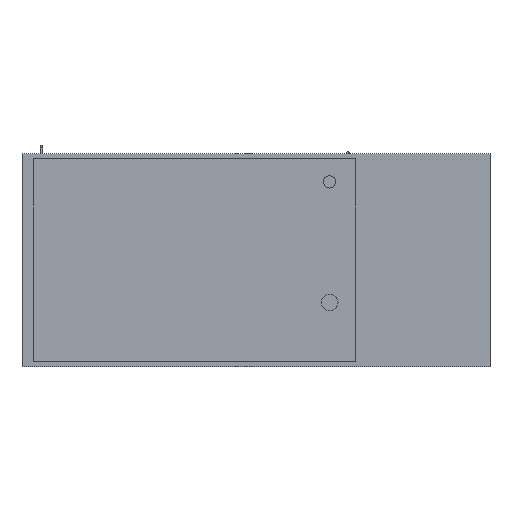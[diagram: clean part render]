
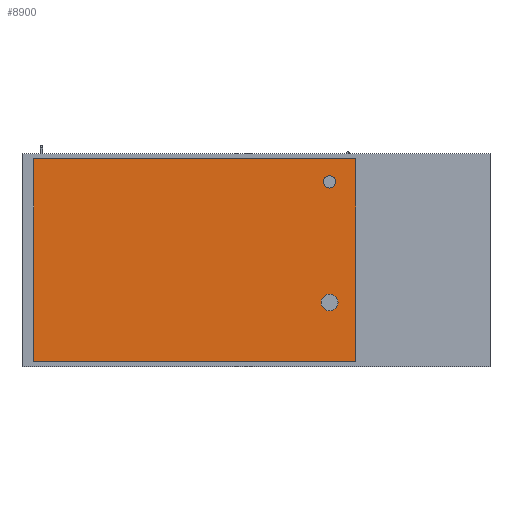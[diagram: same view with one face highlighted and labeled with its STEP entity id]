
A CAD part, front view. The second image highlights one B-rep face of the part: STEP entity #8900.
In plain terms, the highlighted planar face has unit normal (0, -1, 0).
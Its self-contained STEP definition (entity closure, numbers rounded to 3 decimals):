
#493=FACE_OUTER_BOUND('',#1041,.T.);
#1041=EDGE_LOOP('',(#5924,#5925,#5926,#5927));
#1610=LINE('',#12979,#2672);
#1612=LINE('',#12983,#2674);
#1613=LINE('',#12986,#2675);
#1614=LINE('',#12987,#2676);
#2672=VECTOR('',#10346,10.);
#2674=VECTOR('',#10350,10.);
#2675=VECTOR('',#10353,10.);
#2676=VECTOR('',#10354,10.);
#3724=VERTEX_POINT('',#12975);
#3725=VERTEX_POINT('',#12977);
#3726=VERTEX_POINT('',#12981);
#3727=VERTEX_POINT('',#12985);
#4598=EDGE_CURVE('',#3725,#3724,#1610,.T.);
#4600=EDGE_CURVE('',#3725,#3726,#1612,.T.);
#4601=EDGE_CURVE('',#3727,#3726,#1613,.T.);
#4602=EDGE_CURVE('',#3724,#3727,#1614,.T.);
#5924=ORIENTED_EDGE('',*,*,#4600,.T.);
#5925=ORIENTED_EDGE('',*,*,#4601,.F.);
#5926=ORIENTED_EDGE('',*,*,#4602,.F.);
#5927=ORIENTED_EDGE('',*,*,#4598,.F.);
#8469=PLANE('',#9523);
#8900=ADVANCED_FACE('',(#493),#8469,.T.);
#9523=AXIS2_PLACEMENT_3D('',#12984,#10351,#10352);
#10346=DIRECTION('',(0.,0.,1.));
#10350=DIRECTION('',(1.,0.,0.));
#10351=DIRECTION('center_axis',(0.,-1.,0.));
#10352=DIRECTION('ref_axis',(0.,0.,-1.));
#10353=DIRECTION('',(0.,0.,-1.));
#10354=DIRECTION('',(1.,0.,0.));
#12975=CARTESIAN_POINT('',(-525.,-185.,330.));
#12977=CARTESIAN_POINT('',(-525.,-185.,-330.));
#12979=CARTESIAN_POINT('',(-525.,-185.,330.));
#12981=CARTESIAN_POINT('',(525.,-185.,-330.));
#12983=CARTESIAN_POINT('',(0.,-185.,-330.));
#12984=CARTESIAN_POINT('Origin',(0.,-185.,330.));
#12985=CARTESIAN_POINT('',(525.,-185.,330.));
#12986=CARTESIAN_POINT('',(525.,-185.,330.));
#12987=CARTESIAN_POINT('',(0.,-185.,330.));
